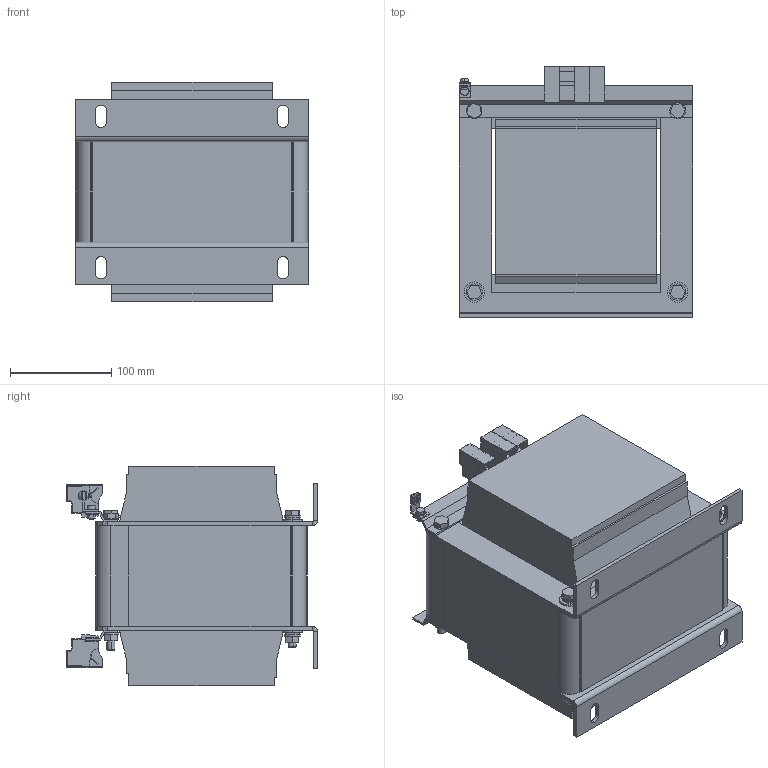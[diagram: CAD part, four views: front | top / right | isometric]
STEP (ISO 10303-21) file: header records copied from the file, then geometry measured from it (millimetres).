
FILE_DESCRIPTION (( 'STEP AP214' ), '1' );
FILE_NAME ('186857.STEP', '2023-08-09T06:33:45', ( '' ), ( '' ), 'SwSTEP 2.0', 'SolidWorks 2018', '' );
FILE_SCHEMA (( 'AUTOMOTIVE_DESIGN' ));
Length unit declared in the file: millimetre
Products named in the file (1): 186857
Bounding box: 231 x 247.82 x 216.5 mm (x, y, z)
Volume: 7830917.8 mm3; surface area: 502284.6 mm2
Topology: 1 solids, 1 shells, 876 faces, 2423 edges, 1580 vertices
Faces by surface type: plane 705, cylinder 155, cone 12, torus 4
Entity records: 27741 total; most frequent: CARTESIAN_POINT 5016, ORIENTED_EDGE 4846, DIRECTION 4525, EDGE_CURVE 2423, LINE 2007, VECTOR 2007, VERTEX_POINT 1580, AXIS2_PLACEMENT_3D 1259
